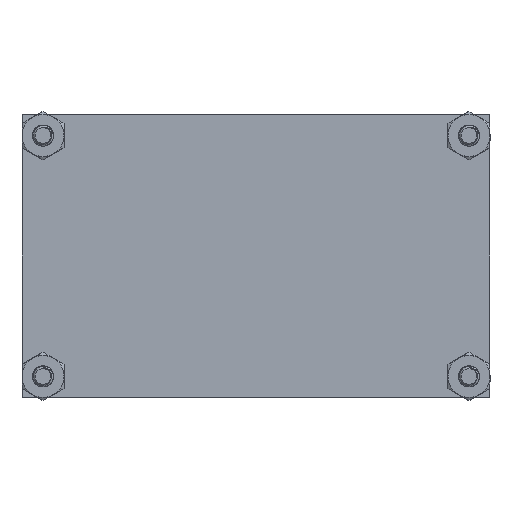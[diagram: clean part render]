
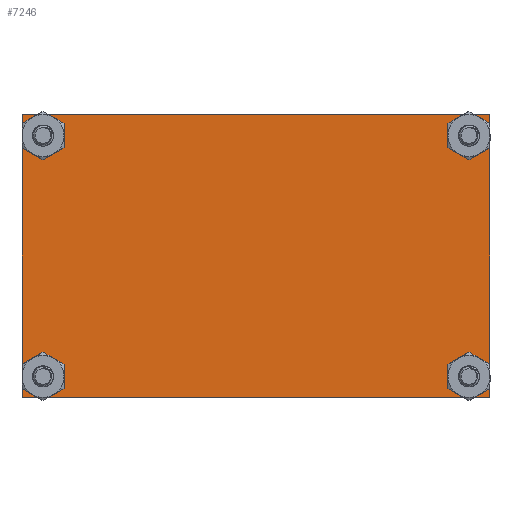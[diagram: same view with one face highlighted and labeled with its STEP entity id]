
A CAD part, front view. The second image highlights one B-rep face of the part: STEP entity #7246.
In plain terms, the highlighted planar face has unit normal (0, -1, 0).
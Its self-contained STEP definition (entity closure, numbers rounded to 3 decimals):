
#1027=FACE_BOUND('',#1711,.T.);
#1028=FACE_BOUND('',#1712,.T.);
#1029=FACE_BOUND('',#1713,.T.);
#1030=FACE_BOUND('',#1714,.T.);
#1055=CIRCLE('',#7727,1.5);
#1056=CIRCLE('',#7729,1.5);
#1057=CIRCLE('',#7731,1.5);
#1058=CIRCLE('',#7733,1.5);
#1244=FACE_OUTER_BOUND('',#1710,.T.);
#1710=EDGE_LOOP('',(#4891,#4892,#4893,#4894));
#1711=EDGE_LOOP('',(#4895));
#1712=EDGE_LOOP('',(#4896));
#1713=EDGE_LOOP('',(#4897));
#1714=EDGE_LOOP('',(#4898));
#2211=LINE('',#9990,#2571);
#2214=LINE('',#9995,#2574);
#2216=LINE('',#9999,#2576);
#2218=LINE('',#10002,#2578);
#2571=VECTOR('',#8401,10.);
#2574=VECTOR('',#8406,10.);
#2576=VECTOR('',#8410,10.);
#2578=VECTOR('',#8414,10.);
#2923=VERTEX_POINT('',#9972);
#2924=VERTEX_POINT('',#9976);
#2925=VERTEX_POINT('',#9980);
#2926=VERTEX_POINT('',#9984);
#2927=VERTEX_POINT('',#9988);
#2928=VERTEX_POINT('',#9989);
#2929=VERTEX_POINT('',#9994);
#2930=VERTEX_POINT('',#9998);
#3672=EDGE_CURVE('',#2923,#2923,#1055,.T.);
#3674=EDGE_CURVE('',#2924,#2924,#1056,.T.);
#3676=EDGE_CURVE('',#2925,#2925,#1057,.T.);
#3678=EDGE_CURVE('',#2926,#2926,#1058,.T.);
#3679=EDGE_CURVE('',#2927,#2928,#2211,.T.);
#3682=EDGE_CURVE('',#2929,#2927,#2214,.T.);
#3684=EDGE_CURVE('',#2930,#2929,#2216,.T.);
#3686=EDGE_CURVE('',#2928,#2930,#2218,.T.);
#4891=ORIENTED_EDGE('',*,*,#3686,.F.);
#4892=ORIENTED_EDGE('',*,*,#3679,.F.);
#4893=ORIENTED_EDGE('',*,*,#3682,.F.);
#4894=ORIENTED_EDGE('',*,*,#3684,.F.);
#4895=ORIENTED_EDGE('',*,*,#3678,.F.);
#4896=ORIENTED_EDGE('',*,*,#3676,.F.);
#4897=ORIENTED_EDGE('',*,*,#3674,.F.);
#4898=ORIENTED_EDGE('',*,*,#3672,.F.);
#7144=PLANE('',#7738);
#7246=ADVANCED_FACE('',(#1244,#1027,#1028,#1029,#1030),#7144,.F.);
#7727=AXIS2_PLACEMENT_3D('',#9974,#8382,#8383);
#7729=AXIS2_PLACEMENT_3D('',#9978,#8387,#8388);
#7731=AXIS2_PLACEMENT_3D('',#9982,#8392,#8393);
#7733=AXIS2_PLACEMENT_3D('',#9986,#8397,#8398);
#7738=AXIS2_PLACEMENT_3D('',#10003,#8415,#8416);
#8382=DIRECTION('center_axis',(0.,-1.,0.));
#8383=DIRECTION('ref_axis',(1.,0.,0.));
#8387=DIRECTION('center_axis',(0.,-1.,0.));
#8388=DIRECTION('ref_axis',(1.,0.,0.));
#8392=DIRECTION('center_axis',(0.,-1.,0.));
#8393=DIRECTION('ref_axis',(1.,0.,0.));
#8397=DIRECTION('center_axis',(0.,-1.,0.));
#8398=DIRECTION('ref_axis',(1.,0.,0.));
#8401=DIRECTION('',(1.,0.,0.));
#8406=DIRECTION('',(0.,0.,1.));
#8410=DIRECTION('',(-1.,0.,0.));
#8414=DIRECTION('',(0.,0.,-1.));
#8415=DIRECTION('center_axis',(0.,1.,0.));
#8416=DIRECTION('ref_axis',(1.,0.,0.));
#9972=CARTESIAN_POINT('',(28.925,0.,-17.2));
#9974=CARTESIAN_POINT('Origin',(30.425,0.,-17.2));
#9976=CARTESIAN_POINT('',(28.925,0.,17.2));
#9978=CARTESIAN_POINT('Origin',(30.425,0.,17.2));
#9980=CARTESIAN_POINT('',(-31.925,0.,17.2));
#9982=CARTESIAN_POINT('Origin',(-30.425,0.,17.2));
#9984=CARTESIAN_POINT('',(-31.925,0.,-17.2));
#9986=CARTESIAN_POINT('Origin',(-30.425,0.,-17.2));
#9988=CARTESIAN_POINT('',(-33.425,0.,20.2));
#9989=CARTESIAN_POINT('',(33.425,0.,20.2));
#9990=CARTESIAN_POINT('',(-33.425,0.,20.2));
#9994=CARTESIAN_POINT('',(-33.425,0.,-20.2));
#9995=CARTESIAN_POINT('',(-33.425,0.,-20.2));
#9998=CARTESIAN_POINT('',(33.425,0.,-20.2));
#9999=CARTESIAN_POINT('',(33.425,0.,-20.2));
#10002=CARTESIAN_POINT('',(33.425,0.,20.2));
#10003=CARTESIAN_POINT('Origin',(0.,0.,0.));
